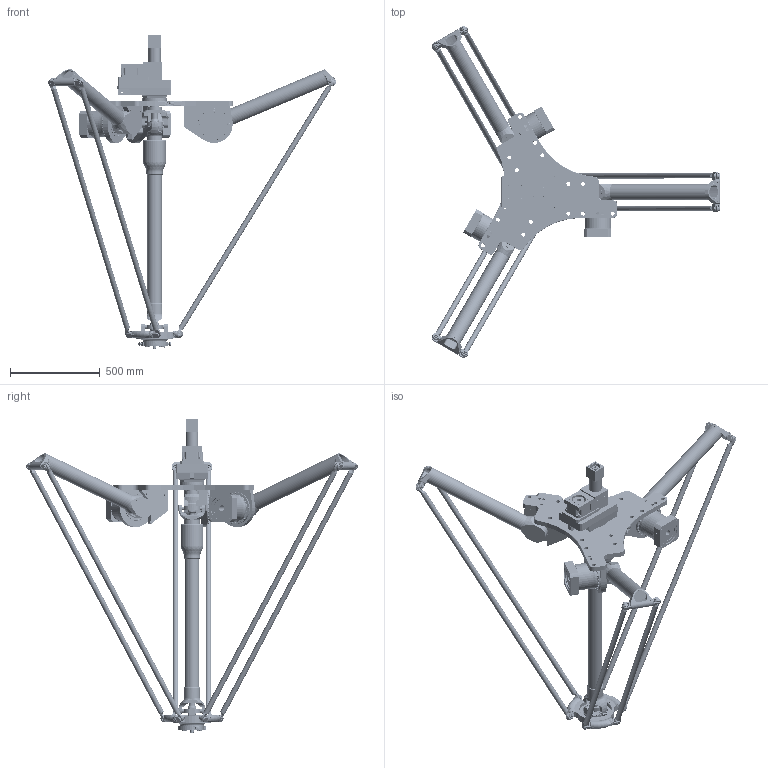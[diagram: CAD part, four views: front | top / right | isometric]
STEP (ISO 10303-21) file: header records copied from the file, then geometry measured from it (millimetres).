
FILE_DESCRIPTION(/* description */ (''),/* implementation_level */ '2;1');
FILE_NAME(/* name */ '3D-model_A_00846-TS1-ATS.stp',/* time_stamp */ '2022-02-12T12:50:22+01:00',/* author */ ('michael.schutter'),/* organization */ ('Majatronic'),/* preprocessor_version */ 'ST-DEVELOPER v16.5',/* originating_system */ 'Autodesk Inventor 2017',/* authorisation */ '');
FILE_SCHEMA (('AUTOMOTIVE_DESIGN { 1 0 10303 214 3 1 1 }'));
Length unit declared in the file: millimetre
Products named in the file (15): A_00846-TS1-ATS_DUMMY; MT_WST00065425MT_WST; MT_WST00057260MT_WST; MT_WST00057262MT_WST; MT_WST00102366; MT_WST00102362; MT_WST00067358MT_WST; MT_WST00054722MT_WST; MT_WST00060279MT_WST; MT_WST00102361; MT_WST00068559MT_WST; MT_WST00058681MT_WST; MT_WST00066317MT_WST; MT_WST00058878MT_WST; MT_WST00058879MT_WST
Assembly tree (31 placements, depth 2):
  A_00846-TS1-ATS_DUMMY
    MT_WST00065425MT_WST
    MT_WST00057260MT_WST  x6
    MT_WST00057262MT_WST
    MT_WST00102366
    MT_WST00102362
    MT_WST00067358MT_WST
    MT_WST00054722MT_WST  x2
    MT_WST00060279MT_WST  x6
    MT_WST00102361  x3
    MT_WST00068559MT_WST  x3
    MT_WST00058681MT_WST
    MT_WST00066317MT_WST
    MT_WST00058878MT_WST  x2
    MT_WST00058879MT_WST  x2
Bounding box: 1605.56 x 1848.91 x 1747 mm (x, y, z)
Volume: 66316013.7 mm3; surface area: 5033055.1 mm2
Topology: 31 solids, 96 shells, 4676 faces, 10782 edges, 6866 vertices
Faces by surface type: plane 2243, cylinder 1372, bspline 529, cone 341, torus 182, sphere 9
Full cylindrical faces by diameter (mm): 3 x3, 3.15 x6, 4 x2, 4.134 x12, 4.917 x26, 5 x8, 6 x83, 6.5 x4, 6.6 x72, 6.647 x7, 6.8 x4, 8.376 x48, 10 x128, 10.1 x2, 11 x1, 11.45 x8, 11.5 x7, 12 x37, 13 x22, 14 x10, 14.5 x1, 15 x3, 15.4 x2, 16 x8, 17 x12, 17.294 x6, 18.655 x1, 19 x8, 20 x12, 22 x69
Entity records: 102099 total; most frequent: CARTESIAN_POINT 37721, DIRECTION 13018, ORIENTED_EDGE 11610, EDGE_CURVE 5805, AXIS2_PLACEMENT_3D 4936, VERTEX_POINT 4109, EDGE_LOOP 4086, LINE 3146
